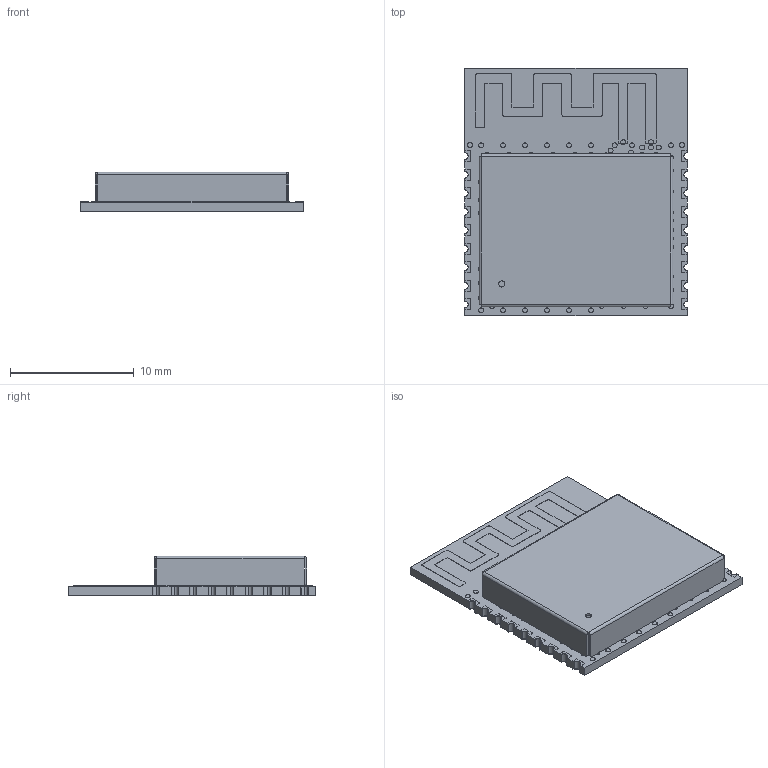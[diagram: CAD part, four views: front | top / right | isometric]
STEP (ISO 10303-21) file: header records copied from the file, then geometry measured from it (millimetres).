
FILE_DESCRIPTION (( 'STEP AP214' ), '1' );
FILE_NAME ('ESP32-C3-WROOM-02.STEP', '2021-03-05T08:36:19', ( 'madcow' ), ( 'Microsoft' ), 'SwSTEP 2.0', 'SolidWorks 2019', '' );
FILE_SCHEMA (( 'AUTOMOTIVE_DESIGN' ));
Length unit declared in the file: millimetre
Products named in the file (499): uid__4-10^DesignRootModel_PCB_ESP32-C3-WROOM-02_V1(2)_PCB_ESP32-C3-WROOM-02_V1; uid__4-105^DesignRootModel_PCB_ESP32-C3-WROOM-02_V1(2)_PCB_ESP32-C3-WROOM-02_V1; uid__1-203^DesignRootModel_PCB_ESP32-C3-WROOM-02_V1(2)_PCB_ESP32-C3-WROOM-02_V1; uid__1-284^DesignRootModel_PCB_ESP32-C3-WROOM-02_V1(2)_PCB_ESP32-C3-WROOM-02_V1; uid__1-365^DesignRootModel_PCB_ESP32-C3-WROOM-02_V1(2)_PCB_ESP32-C3-WROOM-02_V1; pad; uid__4-38^DesignRootModel_PCB_ESP32-C3-WROOM-02_V1(2)_PCB_ESP32-C3-WROOM-02_V1; uid__4-119^DesignRootModel_PCB_ESP32-C3-WROOM-02_V1(2)_PCB_ESP32-C3-WROOM-02_V1; uid__1-217^DesignRootModel_PCB_ESP32-C3-WROOM-02_V1(2)_PCB_ESP32-C3-WROOM-02_V1; uid__1-298^DesignRootModel_PCB_ESP32-C3-WROOM-02_V1(2)_PCB_ESP32-C3-WROOM-02_V1; uid__1-379^DesignRootModel_PCB_ESP32-C3-WROOM-02_V1(2)_PCB_ESP32-C3-WROOM-02_V1; R0201_20210301.STEP^Submodel-R0201_part_DesignRootModel_PCB_ESP32-C3-WROOM-02_V1(2)_PCB_ESP32-C3-WROOM-02_V1; uid__4-52^DesignRootModel_PCB_ESP32-C3-WROOM-02_V1(2)_PCB_ESP32-C3-WROOM-02_V1; uid__4-133^DesignRootModel_PCB_ESP32-C3-WROOM-02_V1(2)_PCB_ESP32-C3-WROOM-02_V1; uid__1-231^DesignRootModel_PCB_ESP32-C3-WROOM-02_V1(2)_PCB_ESP32-C3-WROOM-02_V1; uid__1-312^DesignRootModel_PCB_ESP32-C3-WROOM-02_V1(2)_PCB_ESP32-C3-WROOM-02_V1; uid__1-407^DesignRootModel_PCB_ESP32-C3-WROOM-02_V1(2)_PCB_ESP32-C3-WROOM-02_V1; uid__1-393^DesignRootModel_PCB_ESP32-C3-WROOM-02_V1(2)_PCB_ESP32-C3-WROOM-02_V1; uid__4-66^DesignRootModel_PCB_ESP32-C3-WROOM-02_V1(2)_PCB_ESP32-C3-WROOM-02_V1; uid__4-147^DesignRootModel_PCB_ESP32-C3-WROOM-02_V1(2)_PCB_ESP32-C3-WROOM-02_V1; uid__1-245^DesignRootModel_PCB_ESP32-C3-WROOM-02_V1(2)_PCB_ESP32-C3-WROOM-02_V1; uid__1-326^DesignRootModel_PCB_ESP32-C3-WROOM-02_V1(2)_PCB_ESP32-C3-WROOM-02_V1; uid__1-421^DesignRootModel_PCB_ESP32-C3-WROOM-02_V1(2)_PCB_ESP32-C3-WROOM-02_V1; C0201_20210301.STEP^Submodel-C0201_part_DesignRootModel_PCB_ESP32-C3-WROOM-02_V1(2)_PCB_ESP32-C3-WROOM-02_V1; uid__4-80^DesignRootModel_PCB_ESP32-C3-WROOM-02_V1(2)_PCB_ESP32-C3-WROOM-02_V1; uid__4-161^DesignRootModel_PCB_ESP32-C3-WROOM-02_V1(2)_PCB_ESP32-C3-WROOM-02_V1; uid__1-259^DesignRootModel_PCB_ESP32-C3-WROOM-02_V1(2)_PCB_ESP32-C3-WROOM-02_V1; uid__1-340^DesignRootModel_PCB_ESP32-C3-WROOM-02_V1(2)_PCB_ESP32-C3-WROOM-02_V1; uid__1-435^DesignRootModel_PCB_ESP32-C3-WROOM-02_V1(2)_PCB_ESP32-C3-WROOM-02_V1; C0402_20210301.STEP^C0402_20210301.STEP_Submodel-C0402_part_DesignRootModel_PCB_ESP32-C3-WROOM-02_V1(2)_PCB_ESP32-C3-WROOM-02_V1; uid__4-94^DesignRootModel_PCB_ESP32-C3-WROOM-02_V1(2)_PCB_ESP32-C3-WROOM-02_V1; uid__4-175^DesignRootModel_PCB_ESP32-C3-WROOM-02_V1(2)_PCB_ESP32-C3-WROOM-02_V1; uid__1-273^DesignRootModel_PCB_ESP32-C3-WROOM-02_V1(2)_PCB_ESP32-C3-WROOM-02_V1; uid__1-354^DesignRootModel_PCB_ESP32-C3-WROOM-02_V1(2)_PCB_ESP32-C3-WROOM-02_V1; uid__1-449^DesignRootModel_PCB_ESP32-C3-WROOM-02_V1(2)_PCB_ESP32-C3-WROOM-02_V1; uid__4-27^DesignRootModel_PCB_ESP32-C3-WROOM-02_V1(2)_PCB_ESP32-C3-WROOM-02_V1; uid__4-13^DesignRootModel_PCB_ESP32-C3-WROOM-02_V1(2)_PCB_ESP32-C3-WROOM-02_V1; uid__4-24^DesignRootModel_PCB_ESP32-C3-WROOM-02_V1(2)_PCB_ESP32-C3-WROOM-02_V1; uid__4-108^DesignRootModel_PCB_ESP32-C3-WROOM-02_V1(2)_PCB_ESP32-C3-WROOM-02_V1; uid__1-206^DesignRootModel_PCB_ESP32-C3-WROOM-02_V1(2)_PCB_ESP32-C3-WROOM-02_V1 ...
Assembly tree (533 placements, depth 6):
  ESP32-C3-WROOM-02
    PCB_ESP32-C3-WROOM-02_V1(2)^PCB_ESP32-C3-WROOM-02_V1
      DesignRootModel^PCB_ESP32-C3-WROOM-02_V1(2)_PCB_ESP32-C3-WROOM-02_V1
        Submodel-XTAL3225_part^DesignRootModel_PCB_ESP32-C3-WROOM-02_V1(2)_PCB_ESP32-C3-WROOM-02_V1
          XTAL3225_20210301.STEP^Submodel-XTAL3225_part_DesignRootModel_PCB_ESP32-C3-WROOM-02_V1(2)_PCB_ESP32-C3-WROOM-02_V1
            XTAL3225_20210301.STEP^XTAL3225_20210301.STEP_Submodel-XTAL3225_part_DesignRootModel_PCB_ESP32-C3-WROOM-02_V1(2)_PCB_ESP32-C3-WROOM-02_V1
        Submodel-QFN32_0P5_5_B_part^DesignRootModel_PCB_ESP32-C3-WROOM-02_V1(2)_PCB_ESP32-C3-WROOM-02_V1
          ESP32-C3_20210301.STEP^Submodel-QFN32_0P5_5_B_part_DesignRootModel_PCB_ESP32-C3-WROOM-02_V1(2)_PCB_ESP32-C3-WROOM-02_V1
            ESP32-C3_20210301.STEP^ESP32-C3_20210301.STEP_Submodel-QFN32_0P5_5_B_part_DesignRootModel_PCB_ESP32-C3-WROOM-02_V1(2)_PCB_ESP32-C3-WROOM-02_V1
        Submodel-SOP8_1P27_6P6_part^DesignRootModel_PCB_ESP32-C3-WROOM-02_V1(2)_PCB_ESP32-C3-WROOM-02_V1
          SOIC8_208_20210301.STEP^Submodel-SOP8_1P27_6P6_part_DesignRootModel_PCB_ESP32-C3-WROOM-02_V1(2)_PCB_ESP32-C3-WROOM-02_V1
            SOIC8_208_20210301.STEP^SOIC8_208_20210301.STEP_Submodel-SOP8_1P27_6P6_part_DesignRootModel_PCB_ESP32-C3-WROOM-02_V1(2)_PCB_ESP32-C3-WROOM-02_V1
        Submodel-R0201_part^DesignRootModel_PCB_ESP32-C3-WROOM-02_V1(2)_PCB_ESP32-C3-WROOM-02_V1
          R0201_20210301.STEP^Submodel-R0201_part_DesignRootModel_PCB_ESP32-C3-WROOM-02_V1(2)_PCB_ESP32-C3-WROOM-02_V1
            R0201_20210301.STEP^R0201_20210301.STEP_Submodel-R0201_part_DesignRootModel_PCB_ESP32-C3-WROOM-02_V1(2)_PCB_ESP32-C3-WROOM-02_V1
        Submodel-R0201_part^DesignRootModel_PCB_ESP32-C3-WROOM-02_V1(2)_PCB_ESP32-C3-WROOM-02_V1
          R0201_20210301.STEP^Submodel-R0201_part_DesignRootModel_PCB_ESP32-C3-WROOM-02_V1(2)_PCB_ESP32-C3-WROOM-02_V1
            R0201_20210301.STEP^R0201_20210301.STEP_Submodel-R0201_part_DesignRootModel_PCB_ESP32-C3-WROOM-02_V1(2)_PCB_ESP32-C3-WROOM-02_V1
        Submodel-R0201_part^DesignRootModel_PCB_ESP32-C3-WROOM-02_V1(2)_PCB_ESP32-C3-WROOM-02_V1
          R0201_20210301.STEP^Submodel-R0201_part_DesignRootModel_PCB_ESP32-C3-WROOM-02_V1(2)_PCB_ESP32-C3-WROOM-02_V1
            R0201_20210301.STEP^R0201_20210301.STEP_Submodel-R0201_part_DesignRootModel_PCB_ESP32-C3-WROOM-02_V1(2)_PCB_ESP32-C3-WROOM-02_V1
        Submodel-R0201_part^DesignRootModel_PCB_ESP32-C3-WROOM-02_V1(2)_PCB_ESP32-C3-WROOM-02_V1
          R0201_20210301.STEP^Submodel-R0201_part_DesignRootModel_PCB_ESP32-C3-WROOM-02_V1(2)_PCB_ESP32-C3-WROOM-02_V1
            R0201_20210301.STEP^R0201_20210301.STEP_Submodel-R0201_part_DesignRootModel_PCB_ESP32-C3-WROOM-02_V1(2)_PCB_ESP32-C3-WROOM-02_V1
        Submodel-R0201_part^DesignRootModel_PCB_ESP32-C3-WROOM-02_V1(2)_PCB_ESP32-C3-WROOM-02_V1
          R0201_20210301.STEP^Submodel-R0201_part_DesignRootModel_PCB_ESP32-C3-WROOM-02_V1(2)_PCB_ESP32-C3-WROOM-02_V1
            R0201_20210301.STEP^R0201_20210301.STEP_Submodel-R0201_part_DesignRootModel_PCB_ESP32-C3-WROOM-02_V1(2)_PCB_ESP32-C3-WROOM-02_V1
        Submodel-R0201_part^DesignRootModel_PCB_ESP32-C3-WROOM-02_V1(2)_PCB_ESP32-C3-WROOM-02_V1
          R0201_20210301.STEP^Submodel-R0201_part_DesignRootModel_PCB_ESP32-C3-WROOM-02_V1(2)_PCB_ESP32-C3-WROOM-02_V1
            R0201_20210301.STEP^R0201_20210301.STEP_Submodel-R0201_part_DesignRootModel_PCB_ESP32-C3-WROOM-02_V1(2)_PCB_ESP32-C3-WROOM-02_V1
        Submodel-R0201_part^DesignRootModel_PCB_ESP32-C3-WROOM-02_V1(2)_PCB_ESP32-C3-WROOM-02_V1
          R0201_20210301.STEP^Submodel-R0201_part_DesignRootModel_PCB_ESP32-C3-WROOM-02_V1(2)_PCB_ESP32-C3-WROOM-02_V1
            R0201_20210301.STEP^R0201_20210301.STEP_Submodel-R0201_part_DesignRootModel_PCB_ESP32-C3-WROOM-02_V1(2)_PCB_ESP32-C3-WROOM-02_V1
        Submodel-R0201_part^DesignRootModel_PCB_ESP32-C3-WROOM-02_V1(2)_PCB_ESP32-C3-WROOM-02_V1
          R0201_20210301.STEP^Submodel-R0201_part_DesignRootModel_PCB_ESP32-C3-WROOM-02_V1(2)_PCB_ESP32-C3-WROOM-02_V1
            R0201_20210301.STEP^R0201_20210301.STEP_Submodel-R0201_part_DesignRootModel_PCB_ESP32-C3-WROOM-02_V1(2)_PCB_ESP32-C3-WROOM-02_V1
        Submodel-L0201_part^DesignRootModel_PCB_ESP32-C3-WROOM-02_V1(2)_PCB_ESP32-C3-WROOM-02_V1
          L0201_20210301.STEP^Submodel-L0201_part_DesignRootModel_PCB_ESP32-C3-WROOM-02_V1(2)_PCB_ESP32-C3-WROOM-02_V1
            L0201_20210301.STEP^L0201_20210301.STEP_Submodel-L0201_part_DesignRootModel_PCB_ESP32-C3-WROOM-02_V1(2)_PCB_ESP32-C3-WROOM-02_V1
        Submodel-L0201_part^DesignRootModel_PCB_ESP32-C3-WROOM-02_V1(2)_PCB_ESP32-C3-WROOM-02_V1
          L0201_20210301.STEP^Submodel-L0201_part_DesignRootModel_PCB_ESP32-C3-WROOM-02_V1(2)_PCB_ESP32-C3-WROOM-02_V1
            L0201_20210301.STEP^L0201_20210301.STEP_Submodel-L0201_part_DesignRootModel_PCB_ESP32-C3-WROOM-02_V1(2)_PCB_ESP32-C3-WROOM-02_V1
        Submodel-C0201_part^DesignRootModel_PCB_ESP32-C3-WROOM-02_V1(2)_PCB_ESP32-C3-WROOM-02_V1
          C0201_20210301.STEP^Submodel-C0201_part_DesignRootModel_PCB_ESP32-C3-WROOM-02_V1(2)_PCB_ESP32-C3-WROOM-02_V1
            C0201_20210301.STEP^C0201_20210301.STEP_Submodel-C0201_part_DesignRootModel_PCB_ESP32-C3-WROOM-02_V1(2)_PCB_ESP32-C3-WROOM-02_V1
        Submodel-C0201_part^DesignRootModel_PCB_ESP32-C3-WROOM-02_V1(2)_PCB_ESP32-C3-WROOM-02_V1
          C0201_20210301.STEP^Submodel-C0201_part_DesignRootModel_PCB_ESP32-C3-WROOM-02_V1(2)_PCB_ESP32-C3-WROOM-02_V1
            C0201_20210301.STEP^C0201_20210301.STEP_Submodel-C0201_part_DesignRootModel_PCB_ESP32-C3-WROOM-02_V1(2)_PCB_ESP32-C3-WROOM-02_V1
        Submodel-C0201_part^DesignRootModel_PCB_ESP32-C3-WROOM-02_V1(2)_PCB_ESP32-C3-WROOM-02_V1
          C0201_20210301.STEP^Submodel-C0201_part_DesignRootModel_PCB_ESP32-C3-WROOM-02_V1(2)_PCB_ESP32-C3-WROOM-02_V1
            C0201_20210301.STEP^C0201_20210301.STEP_Submodel-C0201_part_DesignRootModel_PCB_ESP32-C3-WROOM-02_V1(2)_PCB_ESP32-C3-WROOM-02_V1
        Submodel-C0201_part^DesignRootModel_PCB_ESP32-C3-WROOM-02_V1(2)_PCB_ESP32-C3-WROOM-02_V1
          C0201_20210301.STEP^Submodel-C0201_part_DesignRootModel_PCB_ESP32-C3-WROOM-02_V1(2)_PCB_ESP32-C3-WROOM-02_V1
            C0201_20210301.STEP^C0201_20210301.STEP_Submodel-C0201_part_DesignRootModel_PCB_ESP32-C3-WROOM-02_V1(2)_PCB_ESP32-C3-WROOM-02_V1
        Submodel-C0201_part^DesignRootModel_PCB_ESP32-C3-WROOM-02_V1(2)_PCB_ESP32-C3-WROOM-02_V1
          C0201_20210301.STEP^Submodel-C0201_part_DesignRootModel_PCB_ESP32-C3-WROOM-02_V1(2)_PCB_ESP32-C3-WROOM-02_V1
            C0201_20210301.STEP^C0201_20210301.STEP_Submodel-C0201_part_DesignRootModel_PCB_ESP32-C3-WROOM-02_V1(2)_PCB_ESP32-C3-WROOM-02_V1
        Submodel-C0201_part^DesignRootModel_PCB_ESP32-C3-WROOM-02_V1(2)_PCB_ESP32-C3-WROOM-02_V1
          C0201_20210301.STEP^Submodel-C0201_part_DesignRootModel_PCB_ESP32-C3-WROOM-02_V1(2)_PCB_ESP32-C3-WROOM-02_V1
            C0201_20210301.STEP^C0201_20210301.STEP_Submodel-C0201_part_DesignRootModel_PCB_ESP32-C3-WROOM-02_V1(2)_PCB_ESP32-C3-WROOM-02_V1
Bounding box: 18 x 20 x 3.2 mm (x, y, z)
Volume: 381.9 mm3; surface area: 1980 mm2
Topology: 516 solids, 517 shells, 4053 faces, 8556 edges, 5478 vertices
Faces by surface type: plane 2551, cylinder 1332, sphere 112, bspline 54, torus 4
Entity records: 105604 total; most frequent: CARTESIAN_POINT 17892, DIRECTION 15432, ORIENTED_EDGE 12376, EDGE_CURVE 6188, AXIS2_PLACEMENT_3D 5758, VERTEX_POINT 4090, VECTOR 3916, LINE 3916
